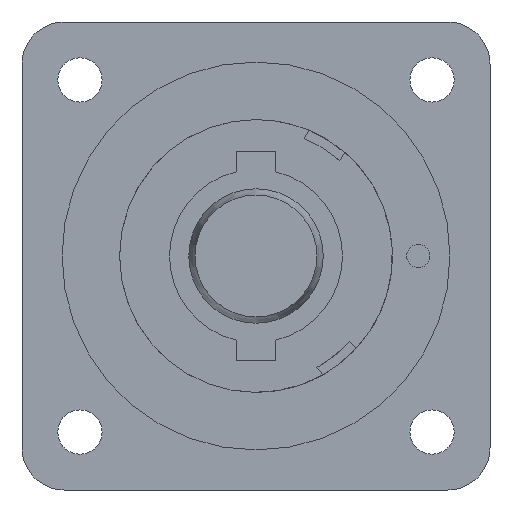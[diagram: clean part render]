
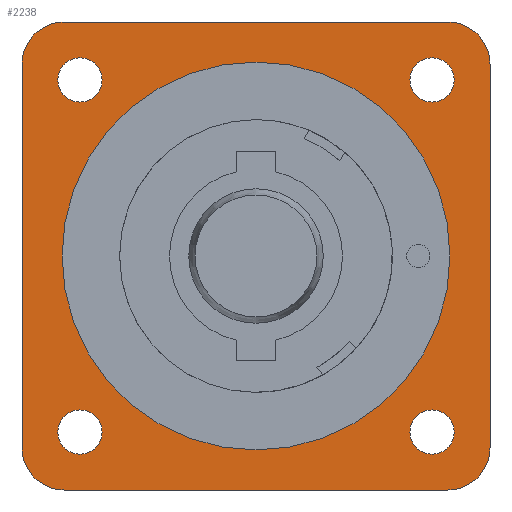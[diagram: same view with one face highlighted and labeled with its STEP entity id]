
A CAD part, front view. The second image highlights one B-rep face of the part: STEP entity #2238.
In plain terms, the highlighted planar face has unit normal (0, -1, 0).
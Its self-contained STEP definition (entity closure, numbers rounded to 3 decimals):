
#86=CIRCLE('',#2350,23.393);
#87=CIRCLE('',#2351,2.667);
#88=CIRCLE('',#2352,2.667);
#89=CIRCLE('',#2353,2.667);
#90=CIRCLE('',#2354,2.667);
#91=CIRCLE('',#2355,5.08);
#92=CIRCLE('',#2356,5.08);
#93=CIRCLE('',#2357,5.08);
#94=CIRCLE('',#2358,5.08);
#228=ORIENTED_EDGE('',*,*,#688,.F.);
#229=ORIENTED_EDGE('',*,*,#689,.T.);
#230=ORIENTED_EDGE('',*,*,#690,.T.);
#231=ORIENTED_EDGE('',*,*,#691,.T.);
#232=ORIENTED_EDGE('',*,*,#692,.T.);
#233=ORIENTED_EDGE('',*,*,#686,.T.);
#234=ORIENTED_EDGE('',*,*,#693,.T.);
#235=ORIENTED_EDGE('',*,*,#672,.T.);
#236=ORIENTED_EDGE('',*,*,#694,.T.);
#237=ORIENTED_EDGE('',*,*,#678,.T.);
#238=ORIENTED_EDGE('',*,*,#695,.T.);
#239=ORIENTED_EDGE('',*,*,#682,.T.);
#240=ORIENTED_EDGE('',*,*,#696,.T.);
#672=EDGE_CURVE('',#901,#902,#1053,.T.);
#678=EDGE_CURVE('',#908,#907,#1059,.T.);
#682=EDGE_CURVE('',#912,#911,#1063,.T.);
#686=EDGE_CURVE('',#916,#915,#1067,.T.);
#688=EDGE_CURVE('',#917,#917,#86,.T.);
#689=EDGE_CURVE('',#918,#918,#87,.T.);
#690=EDGE_CURVE('',#919,#919,#88,.T.);
#691=EDGE_CURVE('',#920,#920,#89,.T.);
#692=EDGE_CURVE('',#921,#921,#90,.T.);
#693=EDGE_CURVE('',#915,#901,#91,.T.);
#694=EDGE_CURVE('',#902,#908,#92,.T.);
#695=EDGE_CURVE('',#907,#912,#93,.T.);
#696=EDGE_CURVE('',#911,#916,#94,.T.);
#901=VERTEX_POINT('',#3120);
#902=VERTEX_POINT('',#3121);
#907=VERTEX_POINT('',#3132);
#908=VERTEX_POINT('',#3134);
#911=VERTEX_POINT('',#3141);
#912=VERTEX_POINT('',#3143);
#915=VERTEX_POINT('',#3150);
#916=VERTEX_POINT('',#3152);
#917=VERTEX_POINT('',#3156);
#918=VERTEX_POINT('',#3158);
#919=VERTEX_POINT('',#3160);
#920=VERTEX_POINT('',#3162);
#921=VERTEX_POINT('',#3164);
#1053=LINE('',#3119,#1179);
#1059=LINE('',#3133,#1185);
#1063=LINE('',#3142,#1189);
#1067=LINE('',#3151,#1193);
#1179=VECTOR('',#2577,1000.);
#1185=VECTOR('',#2585,1000.);
#1189=VECTOR('',#2591,1000.);
#1193=VECTOR('',#2597,1000.);
#1296=EDGE_LOOP('',(#228));
#1297=EDGE_LOOP('',(#229));
#1298=EDGE_LOOP('',(#230));
#1299=EDGE_LOOP('',(#231));
#1300=EDGE_LOOP('',(#232));
#1301=EDGE_LOOP('',(#233,#234,#235,#236,#237,#238,#239,#240));
#1418=FACE_BOUND('',#1296,.T.);
#1419=FACE_BOUND('',#1297,.T.);
#1420=FACE_BOUND('',#1298,.T.);
#1421=FACE_BOUND('',#1299,.T.);
#1422=FACE_BOUND('',#1300,.T.);
#1423=FACE_BOUND('',#1301,.T.);
#1537=PLANE('',#2349);
#2238=ADVANCED_FACE('',(#1418,#1419,#1420,#1421,#1422,#1423),#1537,.T.);
#2349=AXIS2_PLACEMENT_3D('',#3154,#2599,#2600);
#2350=AXIS2_PLACEMENT_3D('',#3155,#2601,#2602);
#2351=AXIS2_PLACEMENT_3D('',#3157,#2603,#2604);
#2352=AXIS2_PLACEMENT_3D('',#3159,#2605,#2606);
#2353=AXIS2_PLACEMENT_3D('',#3161,#2607,#2608);
#2354=AXIS2_PLACEMENT_3D('',#3163,#2609,#2610);
#2355=AXIS2_PLACEMENT_3D('',#3165,#2611,#2612);
#2356=AXIS2_PLACEMENT_3D('',#3166,#2613,#2614);
#2357=AXIS2_PLACEMENT_3D('',#3167,#2615,#2616);
#2358=AXIS2_PLACEMENT_3D('',#3168,#2617,#2618);
#2577=DIRECTION('',(0.,0.,1.));
#2585=DIRECTION('',(-1.,0.,0.));
#2591=DIRECTION('',(0.,0.,-1.));
#2597=DIRECTION('',(1.,0.,0.));
#2599=DIRECTION('',(0.,-1.,0.));
#2600=DIRECTION('',(0.,0.,-1.));
#2601=DIRECTION('',(0.,-1.,0.));
#2602=DIRECTION('',(0.,0.,-1.));
#2603=DIRECTION('',(0.,1.,0.));
#2604=DIRECTION('',(1.,0.,0.));
#2605=DIRECTION('',(0.,1.,0.));
#2606=DIRECTION('',(1.,0.,0.));
#2607=DIRECTION('',(0.,1.,0.));
#2608=DIRECTION('',(1.,0.,0.));
#2609=DIRECTION('',(0.,1.,0.));
#2610=DIRECTION('',(1.,0.,0.));
#2611=DIRECTION('',(0.,-1.,0.));
#2612=DIRECTION('',(0.,0.,-1.));
#2613=DIRECTION('',(0.,-1.,0.));
#2614=DIRECTION('',(0.,0.,-1.));
#2615=DIRECTION('',(0.,-1.,0.));
#2616=DIRECTION('',(0.,0.,-1.));
#2617=DIRECTION('',(0.,-1.,0.));
#2618=DIRECTION('',(0.,0.,-1.));
#3119=CARTESIAN_POINT('',(28.219,-12.954,-28.219));
#3120=CARTESIAN_POINT('',(28.219,-12.954,-23.139));
#3121=CARTESIAN_POINT('',(28.219,-12.954,23.139));
#3132=CARTESIAN_POINT('',(-23.139,-12.954,28.219));
#3133=CARTESIAN_POINT('',(28.219,-12.954,28.219));
#3134=CARTESIAN_POINT('',(23.139,-12.954,28.219));
#3141=CARTESIAN_POINT('',(-28.219,-12.954,-23.139));
#3142=CARTESIAN_POINT('',(-28.219,-12.954,28.219));
#3143=CARTESIAN_POINT('',(-28.219,-12.954,23.139));
#3150=CARTESIAN_POINT('',(23.139,-12.954,-28.219));
#3151=CARTESIAN_POINT('',(-28.219,-12.954,-28.219));
#3152=CARTESIAN_POINT('',(-23.139,-12.954,-28.219));
#3154=CARTESIAN_POINT('',(0.,-12.954,0.));
#3155=CARTESIAN_POINT('',(0.,-12.954,0.));
#3156=CARTESIAN_POINT('',(0.,-12.954,-23.393));
#3157=CARTESIAN_POINT('',(-21.234,-12.954,-21.234));
#3158=CARTESIAN_POINT('',(-18.567,-12.954,-21.234));
#3159=CARTESIAN_POINT('',(21.234,-12.954,-21.234));
#3160=CARTESIAN_POINT('',(23.901,-12.954,-21.234));
#3161=CARTESIAN_POINT('',(21.234,-12.954,21.234));
#3162=CARTESIAN_POINT('',(23.901,-12.954,21.234));
#3163=CARTESIAN_POINT('',(-21.234,-12.954,21.234));
#3164=CARTESIAN_POINT('',(-18.567,-12.954,21.234));
#3165=CARTESIAN_POINT('',(23.139,-12.954,-23.139));
#3166=CARTESIAN_POINT('',(23.139,-12.954,23.139));
#3167=CARTESIAN_POINT('',(-23.139,-12.954,23.139));
#3168=CARTESIAN_POINT('',(-23.139,-12.954,-23.139));
